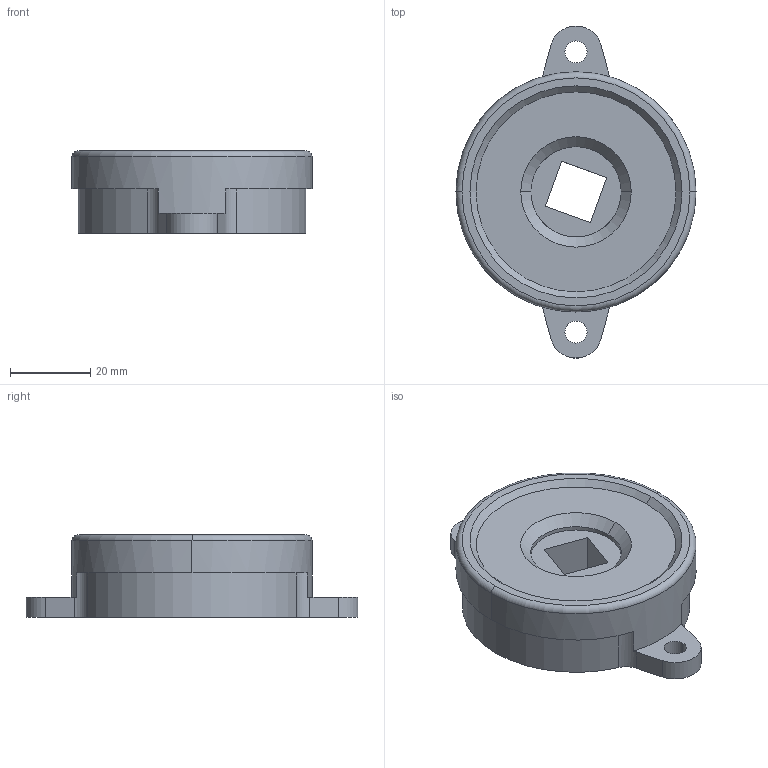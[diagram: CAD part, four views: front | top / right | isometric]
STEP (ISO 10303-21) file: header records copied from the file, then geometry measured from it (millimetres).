
FILE_DESCRIPTION (( 'STEP AP203' ), '1' );
FILE_NAME ('B-156-2-L.STEP', '2020-07-28T05:00:37', ( '' ), ( '' ), 'SwSTEP 2.0', 'SolidWorks 2018', '' );
FILE_SCHEMA (( 'CONFIG_CONTROL_DESIGN' ));
Length unit declared in the file: millimetre
Products named in the file (3): B-156-2-L_本体_; B-156-2-L; B-156-2-L_ローター_
Assembly tree (2 placements, depth 2):
  B-156-2-L
    B-156-2-L_本体_
    B-156-2-L_ローター_
Bounding box: 60 x 82.95 x 20.5 mm (x, y, z)
Volume: 48482.1 mm3; surface area: 12573.8 mm2
Topology: 2 solids, 2 shells, 44 faces, 111 edges, 72 vertices
Faces by surface type: cylinder 19, plane 17, cone 6, torus 2
Entity records: 1666 total; most frequent: DIRECTION 267, CARTESIAN_POINT 232, ORIENTED_EDGE 222, EDGE_CURVE 111, AXIS2_PLACEMENT_3D 107, VERTEX_POINT 72, CIRCLE 58, VECTOR 53
